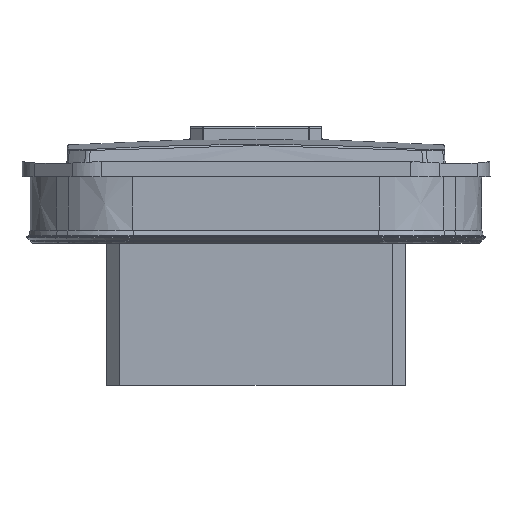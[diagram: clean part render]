
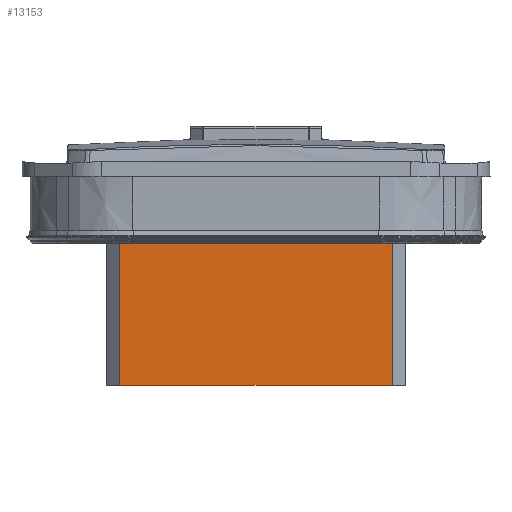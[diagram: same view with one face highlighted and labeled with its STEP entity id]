
A CAD part, left-side view. The second image highlights one B-rep face of the part: STEP entity #13153.
In plain terms, the highlighted planar face has unit normal (1, 0, 0).
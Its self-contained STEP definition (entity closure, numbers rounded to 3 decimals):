
#13126=AXIS2_PLACEMENT_3D('Plane Axis2P3D',#13123,#13124,#13125) ;
#13088=CARTESIAN_POINT('Line Origine',(-22.5,-20.52,-22.2)) ;
#13092=CARTESIAN_POINT('Vertex',(-22.5,-20.52,-11.5)) ;
#13094=CARTESIAN_POINT('Vertex',(-22.5,-20.52,-32.9)) ;
#13123=CARTESIAN_POINT('Axis2P3D Location',(-22.5,-20.52,-11.5)) ;
#13128=CARTESIAN_POINT('Line Origine',(-22.5,20.52,-22.2)) ;
#13132=CARTESIAN_POINT('Vertex',(-22.5,20.52,-11.5)) ;
#13134=CARTESIAN_POINT('Vertex',(-22.5,20.52,-32.9)) ;
#13137=CARTESIAN_POINT('Line Origine',(-22.5,0.,-11.5)) ;
#13142=CARTESIAN_POINT('Line Origine',(-22.5,0.,-32.9)) ;
#13089=DIRECTION('Vector Direction',(0.,0.,-1.)) ;
#13124=DIRECTION('Axis2P3D Direction',(-1.,0.,0.)) ;
#13125=DIRECTION('Axis2P3D XDirection',(0.,1.,0.)) ;
#13129=DIRECTION('Vector Direction',(0.,0.,-1.)) ;
#13138=DIRECTION('Vector Direction',(0.,1.,0.)) ;
#13143=DIRECTION('Vector Direction',(0.,1.,0.)) ;
#13090=VECTOR('Line Direction',#13089,1.) ;
#13130=VECTOR('Line Direction',#13129,1.) ;
#13139=VECTOR('Line Direction',#13138,1.) ;
#13144=VECTOR('Line Direction',#13143,1.) ;
#13148=ORIENTED_EDGE('',*,*,#13136,.F.) ;
#13149=ORIENTED_EDGE('',*,*,#13141,.F.) ;
#13150=ORIENTED_EDGE('',*,*,#13096,.T.) ;
#13151=ORIENTED_EDGE('',*,*,#13146,.T.) ;
#13153=ADVANCED_FACE('Surface.690',(#13152),#13127,.F.) ;
#13096=EDGE_CURVE('',#13093,#13095,#13091,.T.) ;
#13136=EDGE_CURVE('',#13133,#13135,#13131,.T.) ;
#13141=EDGE_CURVE('',#13093,#13133,#13140,.T.) ;
#13146=EDGE_CURVE('',#13095,#13135,#13145,.T.) ;
#13147=EDGE_LOOP('',(#13148,#13149,#13150,#13151)) ;
#13152=FACE_OUTER_BOUND('',#13147,.T.) ;
#13091=LINE('Line',#13088,#13090) ;
#13131=LINE('Line',#13128,#13130) ;
#13140=LINE('Line',#13137,#13139) ;
#13145=LINE('Line',#13142,#13144) ;
#13127=PLANE('',#13126) ;
#13093=VERTEX_POINT('',#13092) ;
#13095=VERTEX_POINT('',#13094) ;
#13133=VERTEX_POINT('',#13132) ;
#13135=VERTEX_POINT('',#13134) ;
